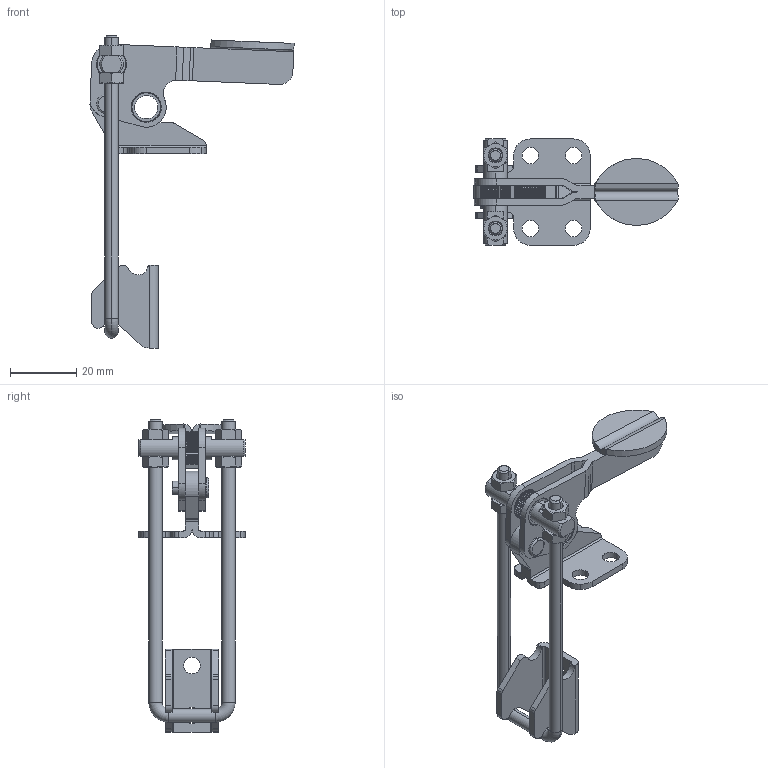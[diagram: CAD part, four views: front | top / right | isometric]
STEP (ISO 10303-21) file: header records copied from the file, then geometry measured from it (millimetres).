
FILE_DESCRIPTION((''),'2;1');
FILE_NAME('411.0.stp','2005-09-01T11:46:02',('CAD'),(''),'Autodesk Inventor 8','Autodesk Inventor 8','');
FILE_SCHEMA(('AUTOMOTIVE_DESIGN { 1 0 10303 214 1 1 1 1 }'));
Length unit declared in the file: millimetre
Products named in the file (1): Part42
Bounding box: 61.47 x 32 x 93.98 mm (x, y, z)
Volume: 12569 mm3; surface area: 13291.7 mm2
Topology: 6 solids, 6 shells, 862 faces, 2947 edges, 1789 vertices
Faces by surface type: plane 311, cone 310, cylinder 160, bspline 75, torus 6
Entity records: 33762 total; most frequent: CARTESIAN_POINT 8868, ORIENTED_EDGE 5890, DIRECTION 5091, EDGE_CURVE 2945, AXIS2_PLACEMENT_3D 1914, VERTEX_POINT 1789, VECTOR 1263, LINE 1263
